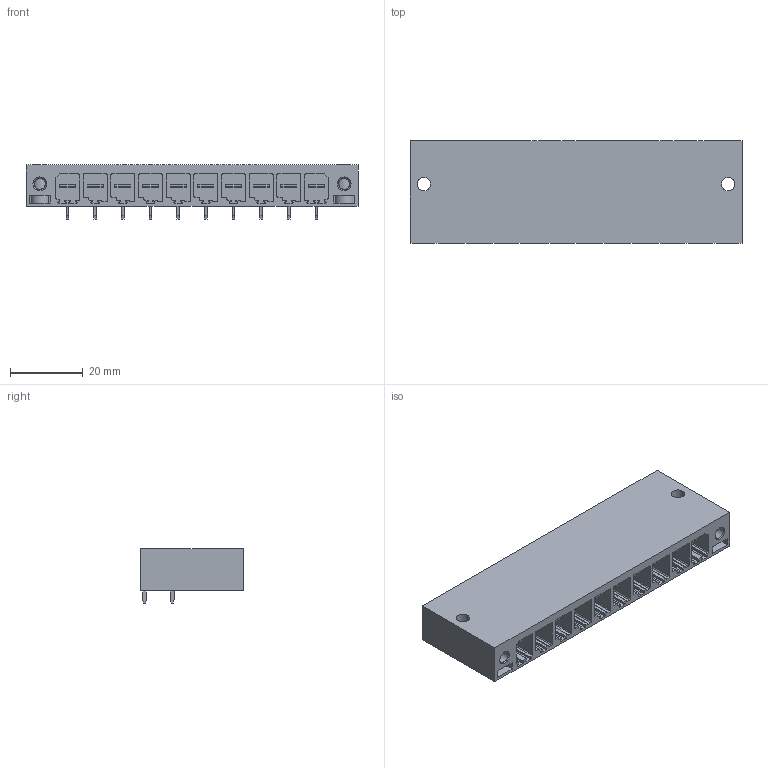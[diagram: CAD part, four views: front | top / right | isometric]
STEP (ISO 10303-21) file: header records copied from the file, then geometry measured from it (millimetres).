
FILE_DESCRIPTION(('CATIA V5 STEP Exchange','CAx-IF Rec.Pracs.--- Model Styling and Organization---1.2---2011-12-15'),'2;1');
FILE_NAME ('D1459460_0_1931570000_1931570000.stp','2018-11-29T07:43:13+00:00',('none'),('Weidmueller'),'CATIA Version 5-6 Release 2014','CATIA V5 STEP AP214','none');
FILE_SCHEMA(('AUTOMOTIVE_DESIGN { 1 0 10303 214 1 1 1 1 }'));
Length unit declared in the file: millimetre
Products named in the file (1): 1931570000
Bounding box: 91.44 x 28.3 x 14.9 mm (x, y, z)
Volume: 20709.1 mm3; surface area: 18787.2 mm2
Topology: 13 solids, 13 shells, 804 faces, 2280 edges, 1506 vertices
Faces by surface type: plane 638, cylinder 162, cone 4
Entity records: 23769 total; most frequent: ORIENTED_EDGE 4560, CARTESIAN_POINT 4206, DIRECTION 3118, EDGE_CURVE 2280, VECTOR 1952, LINE 1952, VERTEX_POINT 1506, EDGE_LOOP 844
